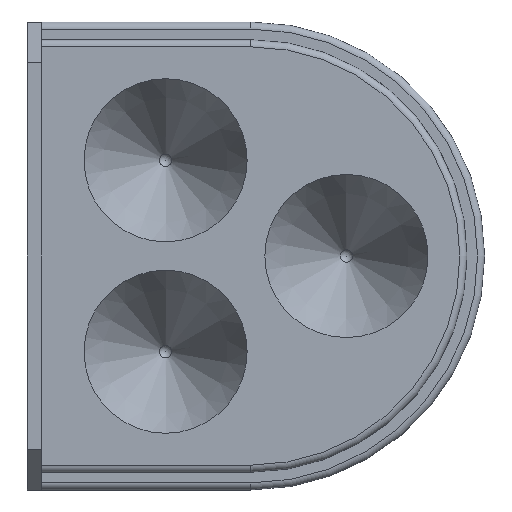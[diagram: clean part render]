
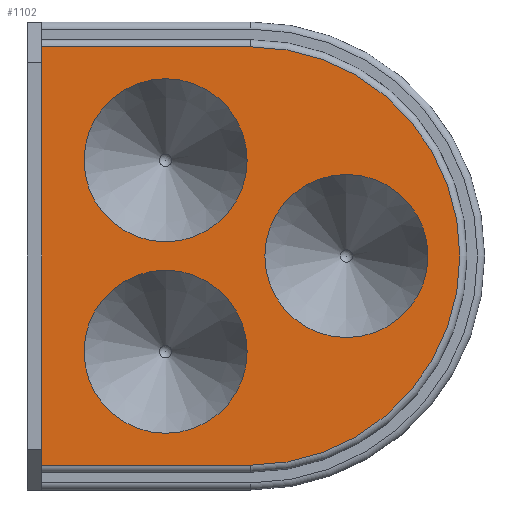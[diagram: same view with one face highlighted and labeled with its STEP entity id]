
A CAD part, front view. The second image highlights one B-rep face of the part: STEP entity #1102.
In plain terms, the highlighted planar face has unit normal (0, -1, 0).
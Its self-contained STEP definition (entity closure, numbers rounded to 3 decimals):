
#55=PLANE('',#1208);
#99=CIRCLE('',#1209,11.5);
#100=CIRCLE('',#1210,11.5);
#101=CIRCLE('',#1211,11.5);
#102=CIRCLE('',#1212,29.5);
#199=ORIENTED_EDGE('',*,*,#466,.F.);
#200=ORIENTED_EDGE('',*,*,#467,.F.);
#201=ORIENTED_EDGE('',*,*,#468,.F.);
#202=ORIENTED_EDGE('',*,*,#469,.T.);
#203=ORIENTED_EDGE('',*,*,#470,.F.);
#204=ORIENTED_EDGE('',*,*,#471,.T.);
#205=ORIENTED_EDGE('',*,*,#464,.T.);
#464=EDGE_CURVE('',#597,#596,#701,.T.);
#466=EDGE_CURVE('',#598,#598,#99,.T.);
#467=EDGE_CURVE('',#599,#599,#100,.T.);
#468=EDGE_CURVE('',#600,#600,#101,.T.);
#469=EDGE_CURVE('',#596,#601,#702,.T.);
#470=EDGE_CURVE('',#602,#601,#703,.T.);
#471=EDGE_CURVE('',#602,#597,#102,.T.);
#596=VERTEX_POINT('',#1799);
#597=VERTEX_POINT('',#1801);
#598=VERTEX_POINT('',#1805);
#599=VERTEX_POINT('',#1807);
#600=VERTEX_POINT('',#1809);
#601=VERTEX_POINT('',#1811);
#602=VERTEX_POINT('',#1813);
#701=LINE('',#1800,#755);
#702=LINE('',#1810,#756);
#703=LINE('',#1812,#757);
#755=VECTOR('',#1403,1000.);
#756=VECTOR('',#1414,1000.);
#757=VECTOR('',#1415,1000.);
#799=EDGE_LOOP('',(#199));
#800=EDGE_LOOP('',(#200));
#801=EDGE_LOOP('',(#201));
#802=EDGE_LOOP('',(#202,#203,#204,#205));
#943=FACE_BOUND('',#799,.T.);
#944=FACE_BOUND('',#800,.T.);
#945=FACE_BOUND('',#801,.T.);
#946=FACE_BOUND('',#802,.T.);
#1102=ADVANCED_FACE('',(#943,#944,#945,#946),#55,.F.);
#1208=AXIS2_PLACEMENT_3D('',#1803,#1406,#1407);
#1209=AXIS2_PLACEMENT_3D('',#1804,#1408,#1409);
#1210=AXIS2_PLACEMENT_3D('',#1806,#1410,#1411);
#1211=AXIS2_PLACEMENT_3D('',#1808,#1412,#1413);
#1212=AXIS2_PLACEMENT_3D('',#1814,#1416,#1417);
#1403=DIRECTION('',(-1.,0.,0.));
#1406=DIRECTION('',(0.,1.,0.));
#1407=DIRECTION('',(0.,0.,1.));
#1408=DIRECTION('',(0.,-1.,0.));
#1409=DIRECTION('',(0.,0.,-1.));
#1410=DIRECTION('',(0.,-1.,0.));
#1411=DIRECTION('',(0.,0.,-1.));
#1412=DIRECTION('',(0.,-1.,0.));
#1413=DIRECTION('',(0.,0.,-1.));
#1414=DIRECTION('',(0.,0.,-1.));
#1415=DIRECTION('',(-1.,0.,0.));
#1416=DIRECTION('',(0.,-1.,0.));
#1417=DIRECTION('',(0.,0.,-1.));
#1799=CARTESIAN_POINT('',(0.,0.,29.5));
#1800=CARTESIAN_POINT('',(29.5,0.,29.5));
#1801=CARTESIAN_POINT('',(29.5,0.,29.5));
#1803=CARTESIAN_POINT('',(29.5,0.,29.5));
#1804=CARTESIAN_POINT('',(17.5,0.,13.5));
#1805=CARTESIAN_POINT('',(17.5,0.,2.));
#1806=CARTESIAN_POINT('',(17.5,0.,-13.5));
#1807=CARTESIAN_POINT('',(17.5,0.,-25.));
#1808=CARTESIAN_POINT('',(43.,0.,0.));
#1809=CARTESIAN_POINT('',(43.,0.,-11.5));
#1810=CARTESIAN_POINT('',(0.,0.,29.5));
#1811=CARTESIAN_POINT('',(0.,0.,-29.5));
#1812=CARTESIAN_POINT('',(29.5,0.,-29.5));
#1813=CARTESIAN_POINT('',(29.5,0.,-29.5));
#1814=CARTESIAN_POINT('',(29.5,0.,0.));
